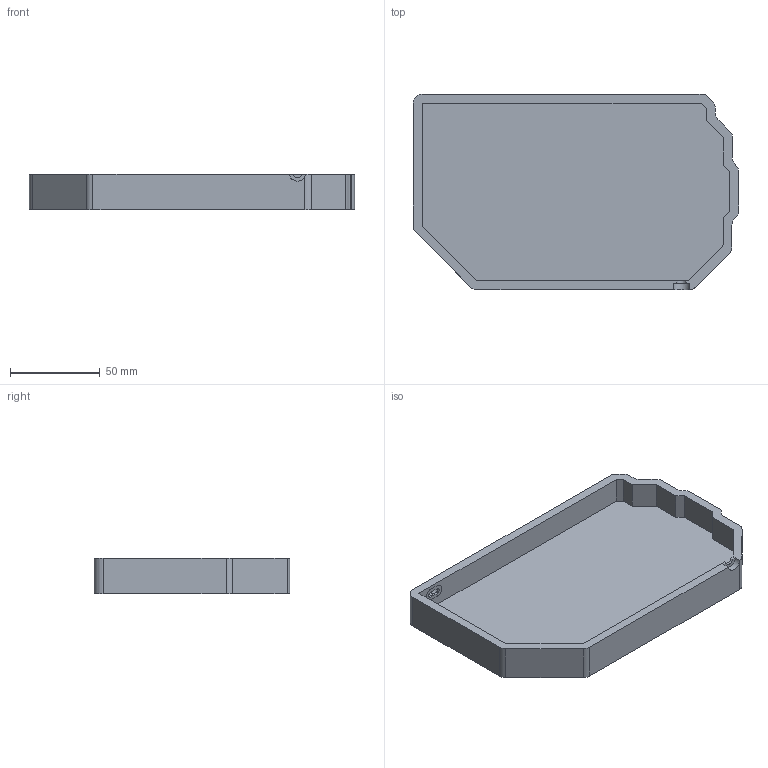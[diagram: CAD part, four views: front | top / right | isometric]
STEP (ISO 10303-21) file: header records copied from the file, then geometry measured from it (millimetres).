
FILE_DESCRIPTION(/* description */ (''),/* implementation_level */ '2;1');
FILE_NAME(/* name */ 'Left Base.step',/* time_stamp */ '2025-09-20T17:30:18+05:30',/* author */ (''),/* organization */ (''),/* preprocessor_version */ 'ST-DEVELOPER v20.1',/* originating_system */ 'Autodesk Translation Framework v14.17.0.0',/* authorisation */ '');
FILE_SCHEMA (('AUTOMOTIVE_DESIGN { 1 0 10303 214 3 1 1 }'));
Length unit declared in the file: millimetre
Products named in the file (1): Left Base
Bounding box: 180.91 x 108.77 x 19.7 mm (x, y, z)
Volume: 129480.4 mm3; surface area: 54698.7 mm2
Topology: 1 solids, 1 shells, 54 faces, 154 edges, 104 vertices
Faces by surface type: plane 36, cylinder 18
Entity records: 1813 total; most frequent: CARTESIAN_POINT 316, ORIENTED_EDGE 308, DIRECTION 301, EDGE_CURVE 154, LINE 115, VECTOR 115, VERTEX_POINT 104, AXIS2_PLACEMENT_3D 93
